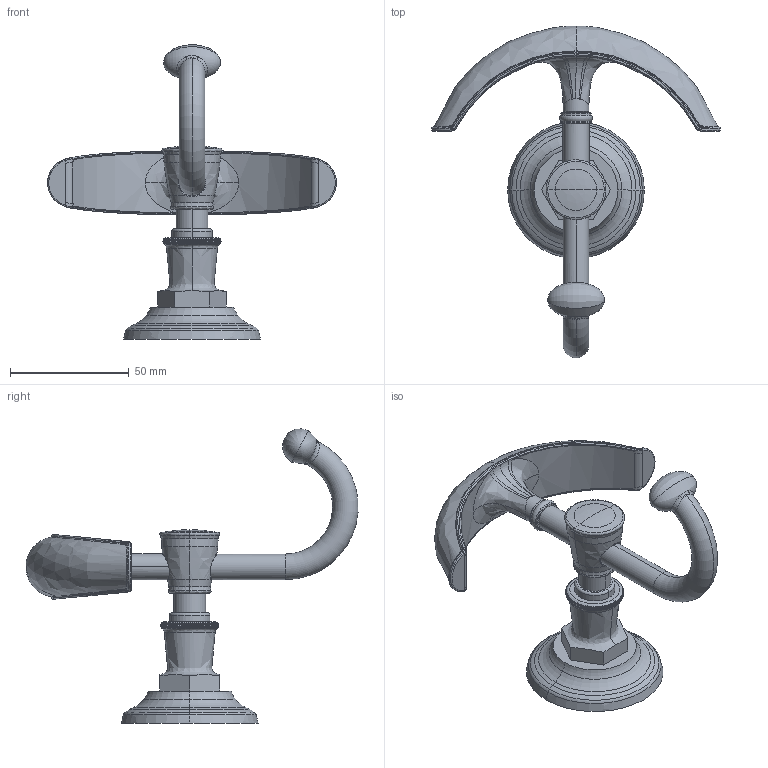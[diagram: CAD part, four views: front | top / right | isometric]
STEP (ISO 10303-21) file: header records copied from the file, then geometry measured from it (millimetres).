
FILE_DESCRIPTION((''),'2;1');
FILE_NAME('40-13','2021-10-28T11:03:36',('jinson.thomas'),(''),'CREO PARAMETRIC BY PTC INC, 2018400','CREO PARAMETRIC BY PTC INC, 2018400','');
FILE_SCHEMA(('CONFIG_CONTROL_DESIGN'));
Length unit declared in the file: inch
Products named in the file (1): 40-13
Bounding box: 121.87 x 140.08 x 124.21 mm (x, y, z)
Volume: 94862.7 mm3; surface area: 25751.2 mm2
Topology: 1 solids, 1 shells, 363 faces, 709 edges, 437 vertices
Faces by surface type: plane 197, bspline 104, torus 28, cylinder 24, revolution 4, extrusion 4, cone 2
Entity records: 17283 total; most frequent: CARTESIAN_POINT 10853, ORIENTED_EDGE 1406, DIRECTION 980, EDGE_CURVE 703, EDGE_LOOP 458, VERTEX_POINT 437, AXIS2_PLACEMENT_3D 405, B_SPLINE_CURVE_WITH_KNOTS 395
